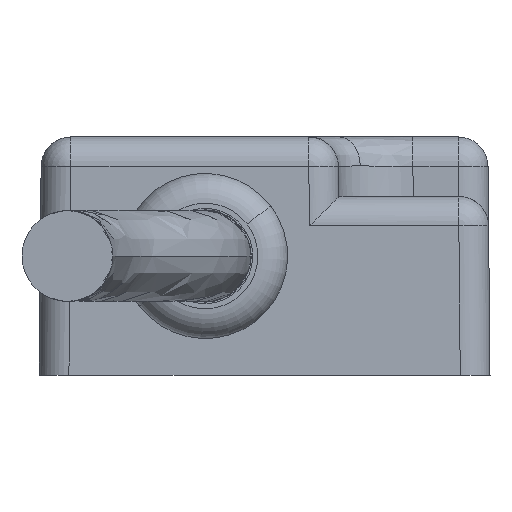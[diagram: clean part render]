
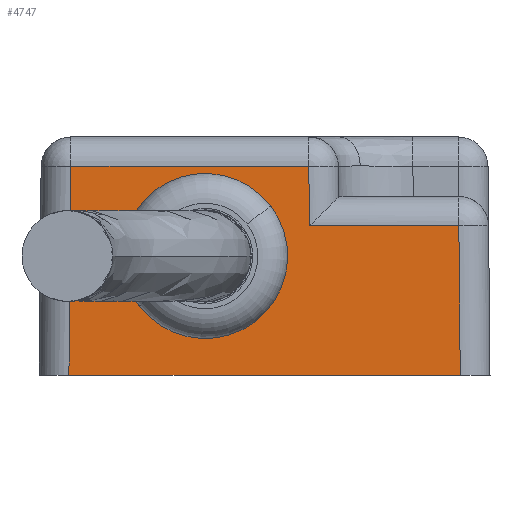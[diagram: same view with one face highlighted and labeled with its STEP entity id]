
A CAD part, front view. The second image highlights one B-rep face of the part: STEP entity #4747.
In plain terms, the highlighted planar face has unit normal (0, -1, 0.009).
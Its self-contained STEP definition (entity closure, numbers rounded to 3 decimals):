
#616 = VECTOR ( 'NONE', #669, 1000. ) ;
#617 = CARTESIAN_POINT ( 'NONE',  ( -11.351, -44.475, -0.019 ) ) ;
#618 = LINE ( 'NONE', #617, #616 ) ;
#619 = CARTESIAN_POINT ( 'NONE',  ( -11.22, -44.343, 14.019 ) ) ;
#620 = CARTESIAN_POINT ( 'NONE',  ( 4.764, -44.343, 14.019 ) ) ;
#621 = DIRECTION ( 'NONE',  ( -1., 0., 0. ) ) ;
#622 = VECTOR ( 'NONE', #621, 1000. ) ;
#623 = CARTESIAN_POINT ( 'NONE',  ( -13.351, -44.343, 14.019 ) ) ;
#624 = LINE ( 'NONE', #623, #622 ) ;
#625 = CARTESIAN_POINT ( 'NONE',  ( -2.201, -44.368, 11.4 ) ) ;
#626 = CARTESIAN_POINT ( 'NONE',  ( 4.599, -44.368, 11.4 ) ) ;
#627 = CARTESIAN_POINT ( 'NONE',  ( 4.599, -44.431, 4.6 ) ) ;
#628 = CARTESIAN_POINT ( 'NONE',  ( -2.201, -44.431, 4.6 ) ) ;
#629 =( BOUNDED_CURVE ( )  B_SPLINE_CURVE ( 3, ( #628, #627, #626, #625 ),
 .UNSPECIFIED., .F., .T. ) 
 B_SPLINE_CURVE_WITH_KNOTS ( ( 4, 4 ),
 ( 3.142, 6.283 ),
 .UNSPECIFIED. ) 
 CURVE ( )  GEOMETRIC_REPRESENTATION_ITEM ( )  RATIONAL_B_SPLINE_CURVE ( ( 1., 0.333, 0.333, 1. ) ) 
 REPRESENTATION_ITEM ( '' )  );
#635 = DIRECTION ( 'NONE',  ( -1., 0., 0. ) ) ;
#636 = VECTOR ( 'NONE', #635, 1000. ) ;
#637 = CARTESIAN_POINT ( 'NONE',  ( 6.799, -44.381, 10.019 ) ) ;
#638 = LINE ( 'NONE', #637, #636 ) ;
#653 = FACE_OUTER_BOUND ( 'NONE', #4741, .T. ) ;
#654 = FACE_BOUND ( 'NONE', #4753, .T. ) ;
#664 = DIRECTION ( 'NONE',  ( -1., 0., 0. ) ) ;
#665 = VECTOR ( 'NONE', #664, 1000. ) ;
#666 = CARTESIAN_POINT ( 'NONE',  ( -13.351, -44.474, 0. ) ) ;
#667 = LINE ( 'NONE', #666, #665 ) ;
#668 = CARTESIAN_POINT ( 'NONE',  ( -11.351, -44.474, 0. ) ) ;
#669 = DIRECTION ( 'NONE',  ( -0.009, -0.009, -1. ) ) ;
#692 = CARTESIAN_POINT ( 'NONE',  ( 14.855, -44.381, 10.019 ) ) ;
#693 = DIRECTION ( 'NONE',  ( -0.009, 0.009, 1. ) ) ;
#694 = VECTOR ( 'NONE', #693, 1000. ) ;
#695 = CARTESIAN_POINT ( 'NONE',  ( 14.947, -44.472, 0.265 ) ) ;
#696 = LINE ( 'NONE', #695, #694 ) ;
#697 = CARTESIAN_POINT ( 'NONE',  ( 14.949, -44.474, 0. ) ) ;
#698 = DIRECTION ( 'NONE',  ( 0., 0.009, 1. ) ) ;
#699 = DIRECTION ( 'NONE',  ( 0., 1., -0.009 ) ) ;
#700 = CARTESIAN_POINT ( 'NONE',  ( -13.351, -44.474, 0. ) ) ;
#701 = AXIS2_PLACEMENT_3D ( 'NONE', #700, #699, #698 ) ;
#702 = PLANE ( 'NONE',  #701 ) ;
#4292 = DIRECTION ( 'NONE',  ( -0.017, 0.009, 1. ) ) ;
#4293 = VECTOR ( 'NONE', #4292, 1000. ) ;
#4294 = CARTESIAN_POINT ( 'NONE',  ( 4.73, -44.325, 15.965 ) ) ;
#4295 = LINE ( 'NONE', #4294, #4293 ) ;
#4312 = CARTESIAN_POINT ( 'NONE',  ( 4.834, -44.381, 10.019 ) ) ;
#4485 = EDGE_CURVE ( 'NONE', #4487, #4486, #6375, .T. ) ;
#4486 = VERTEX_POINT ( 'NONE', #6007 ) ;
#4487 = VERTEX_POINT ( 'NONE', #6006 ) ;
#4493 = ORIENTED_EDGE ( 'NONE', *, *, #4727, .T. ) ;
#4727 = EDGE_CURVE ( 'NONE', #4751, #4782, #638, .T. ) ;
#4731 = EDGE_CURVE ( 'NONE', #4486, #4487, #629, .T. ) ;
#4732 = ORIENTED_EDGE ( 'NONE', *, *, #4733, .T. ) ;
#4733 = EDGE_CURVE ( 'NONE', #4734, #4735, #624, .T. ) ;
#4734 = VERTEX_POINT ( 'NONE', #620 ) ;
#4735 = VERTEX_POINT ( 'NONE', #619 ) ;
#4736 = ORIENTED_EDGE ( 'NONE', *, *, #4737, .T. ) ;
#4737 = EDGE_CURVE ( 'NONE', #4735, #4738, #618, .T. ) ;
#4738 = VERTEX_POINT ( 'NONE', #668 ) ;
#4739 = ORIENTED_EDGE ( 'NONE', *, *, #4740, .F. ) ;
#4740 = EDGE_CURVE ( 'NONE', #4748, #4738, #667, .T. ) ;
#4741 = EDGE_LOOP ( 'NONE', ( #4732, #4736, #4739, #4749, #4493, #4791 ) ) ;
#4744 = ORIENTED_EDGE ( 'NONE', *, *, #4731, .F. ) ;
#4745 = ORIENTED_EDGE ( 'NONE', *, *, #4485, .F. ) ;
#4747 = ADVANCED_FACE ( 'NONE', ( #654, #653 ), #702, .F. ) ;
#4748 = VERTEX_POINT ( 'NONE', #697 ) ;
#4749 = ORIENTED_EDGE ( 'NONE', *, *, #4750, .T. ) ;
#4750 = EDGE_CURVE ( 'NONE', #4748, #4751, #696, .T. ) ;
#4751 = VERTEX_POINT ( 'NONE', #692 ) ;
#4753 = EDGE_LOOP ( 'NONE', ( #4745, #4744 ) ) ;
#4782 = VERTEX_POINT ( 'NONE', #4312 ) ;
#4791 = ORIENTED_EDGE ( 'NONE', *, *, #4792, .T. ) ;
#4792 = EDGE_CURVE ( 'NONE', #4782, #4734, #4295, .T. ) ;
#6001 = CARTESIAN_POINT ( 'NONE',  ( -9.001, -44.368, 11.4 ) ) ;
#6002 = CARTESIAN_POINT ( 'NONE',  ( -2.201, -44.368, 11.4 ) ) ;
#6003 = CARTESIAN_POINT ( 'NONE',  ( -2.201, -44.431, 4.6 ) ) ;
#6004 = CARTESIAN_POINT ( 'NONE',  ( -9.001, -44.431, 4.6 ) ) ;
#6006 = CARTESIAN_POINT ( 'NONE',  ( -2.201, -44.368, 11.4 ) ) ;
#6007 = CARTESIAN_POINT ( 'NONE',  ( -2.201, -44.431, 4.6 ) ) ;
#6375 =( BOUNDED_CURVE ( )  B_SPLINE_CURVE ( 3, ( #6002, #6001, #6004, #6003 ),
 .UNSPECIFIED., .F., .T. ) 
 B_SPLINE_CURVE_WITH_KNOTS ( ( 4, 4 ),
 ( 0., 3.142 ),
 .UNSPECIFIED. ) 
 CURVE ( )  GEOMETRIC_REPRESENTATION_ITEM ( )  RATIONAL_B_SPLINE_CURVE ( ( 1., 0.333, 0.333, 1. ) ) 
 REPRESENTATION_ITEM ( '' )  );
